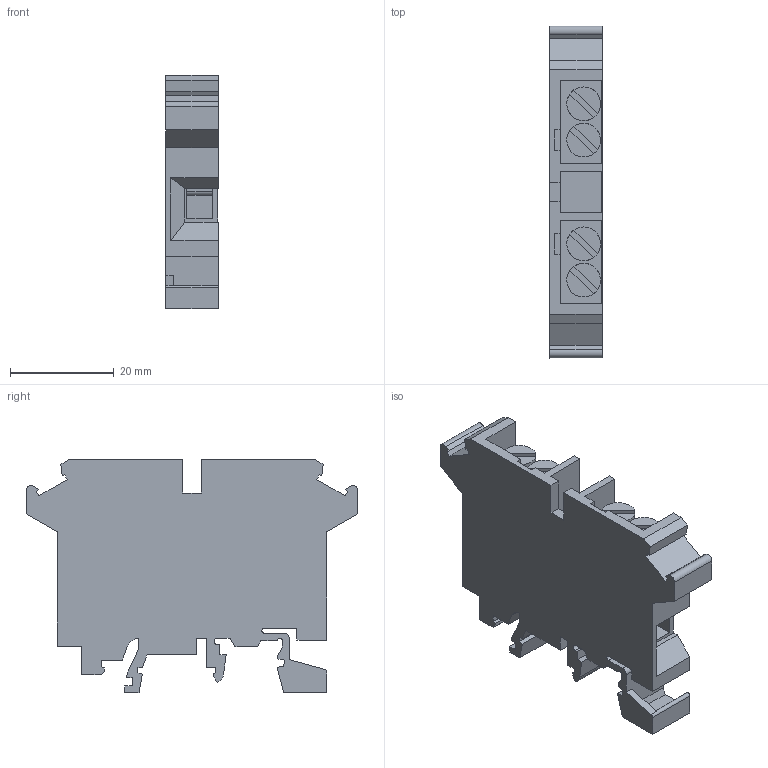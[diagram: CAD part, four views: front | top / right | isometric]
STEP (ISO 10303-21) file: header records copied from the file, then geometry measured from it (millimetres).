
FILE_DESCRIPTION(('Creo Elements/Direct Modeling STEP Export'),'2;1');
FILE_NAME('model.stp','2018-02-20T16:51:55',(''),(''),'Creo Elements/Direct Modeling STEP processor for AP214 (Solid Model)','Creo Elements/Direct Modeling 18.1I 14-Aug-2016 (C) Parametric Technology GmbH','');
FILE_SCHEMA(('AUTOMOTIVE_DESIGN { 1 0 10303 214 1 1 1 1 }'));
Length unit declared in the file: millimetre
Products named in the file (2): URK_ND_2_select
Assembly tree (1 placements, depth 2):
  URK_ND_2_select
    URK_ND_2_select
Bounding box: 10.15 x 64 x 45 mm (x, y, z)
Volume: 15697 mm3; surface area: 9242.9 mm2
Topology: 1 solids, 1 shells, 196 faces, 546 edges, 360 vertices
Faces by surface type: plane 169, cylinder 27
Entity records: 7536 total; most frequent: ORIENTED_EDGE 1092, CARTESIAN_POINT 1045, DIRECTION 908, EDGE_CURVE 546, VECTOR 462, LINE 462, VERTEX_POINT 360, AXIS2_PLACEMENT_3D 223
